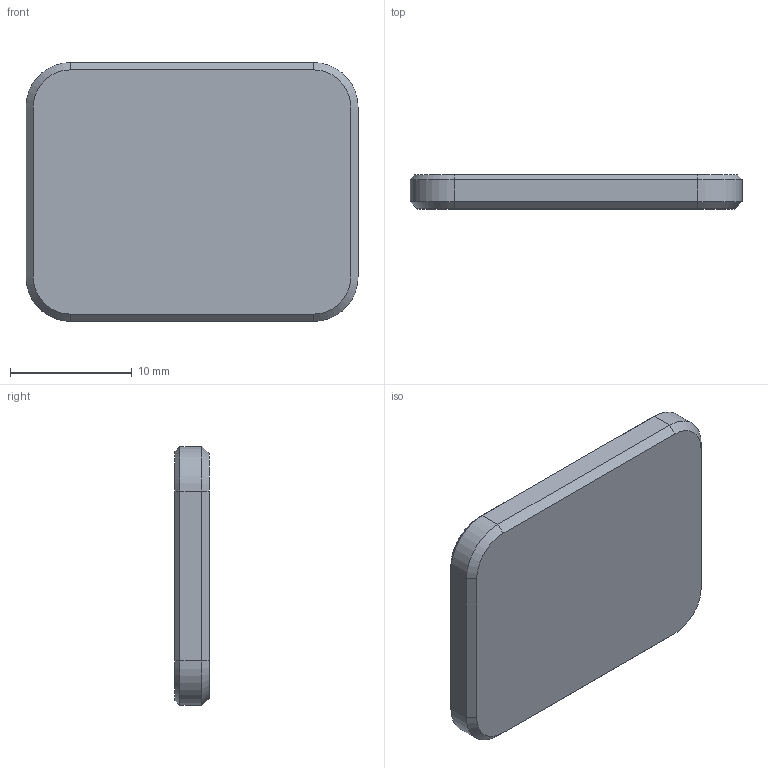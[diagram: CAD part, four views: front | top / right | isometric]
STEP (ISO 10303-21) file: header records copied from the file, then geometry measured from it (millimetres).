
FILE_DESCRIPTION (( 'STEP AP214' ), '1' );
FILE_NAME ('NFC_tag_enclosure.STEP', '2024-05-14T12:10:15', ( '' ), ( '' ), 'SwSTEP 2.0', 'SolidWorks 2021', '' );
FILE_SCHEMA (( 'AUTOMOTIVE_DESIGN' ));
Length unit declared in the file: millimetre
Products named in the file (1): NFC_tag_enclosure
Bounding box: 27.25 x 2.8 x 21.25 mm (x, y, z)
Volume: 1094.9 mm3; surface area: 1432.2 mm2
Topology: 1 solids, 1 shells, 40 faces, 90 edges, 54 vertices
Faces by surface type: plane 20, cone 10, cylinder 10
Entity records: 1134 total; most frequent: DIRECTION 202, CARTESIAN_POINT 185, ORIENTED_EDGE 180, EDGE_CURVE 90, AXIS2_PLACEMENT_3D 71, LINE 60, VECTOR 60, VERTEX_POINT 54
